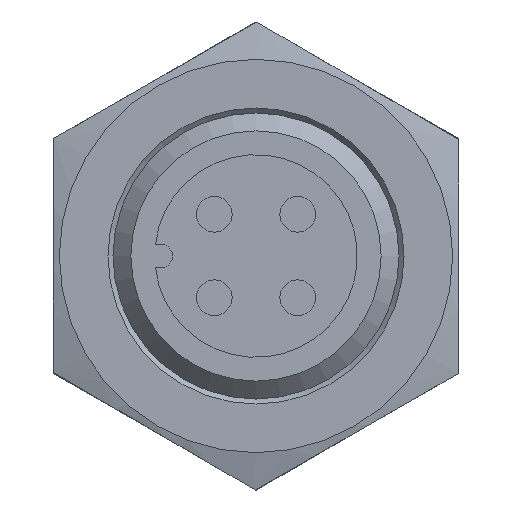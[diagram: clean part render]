
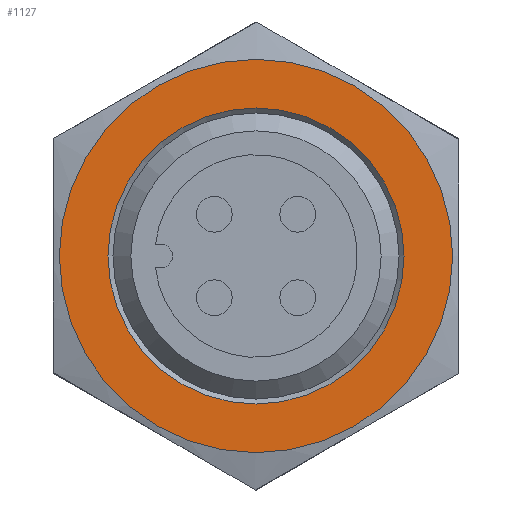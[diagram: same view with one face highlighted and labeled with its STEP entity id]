
A CAD part, left-side view. The second image highlights one B-rep face of the part: STEP entity #1127.
In plain terms, the highlighted planar face has unit normal (-1, 0, 0).
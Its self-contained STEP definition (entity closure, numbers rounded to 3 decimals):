
#108=PLANE('',#1229);
#263=FACE_BOUND('',#429,.T.);
#333=FACE_OUTER_BOUND('',#428,.T.);
#428=EDGE_LOOP('',(#901));
#429=EDGE_LOOP('',(#902));
#548=CIRCLE('',#1218,6.209);
#552=CIRCLE('',#1225,8.25);
#610=VERTEX_POINT('',#1711);
#626=VERTEX_POINT('',#1770);
#722=EDGE_CURVE('',#610,#610,#548,.T.);
#738=EDGE_CURVE('',#626,#626,#552,.T.);
#901=ORIENTED_EDGE('',*,*,#738,.T.);
#902=ORIENTED_EDGE('',*,*,#722,.F.);
#1127=ADVANCED_FACE('',(#333,#263),#108,.T.);
#1218=AXIS2_PLACEMENT_3D('',#1712,#1383,#1384);
#1225=AXIS2_PLACEMENT_3D('',#1771,#1397,#1398);
#1229=AXIS2_PLACEMENT_3D('',#1779,#1409,#1410);
#1383=DIRECTION('center_axis',(-1.,0.,0.));
#1384=DIRECTION('ref_axis',(0.,0.,-1.));
#1397=DIRECTION('center_axis',(-1.,0.,0.));
#1398=DIRECTION('ref_axis',(0.,-1.,-0.002));
#1409=DIRECTION('center_axis',(-1.,0.,0.));
#1410=DIRECTION('ref_axis',(0.,0.,1.));
#1711=CARTESIAN_POINT('',(20.65,16.511,6.959));
#1712=CARTESIAN_POINT('Origin',(20.65,16.511,0.75));
#1770=CARTESIAN_POINT('',(20.65,8.261,0.73));
#1771=CARTESIAN_POINT('Origin',(20.65,16.511,0.75));
#1779=CARTESIAN_POINT('Origin',(20.65,16.511,0.75));
